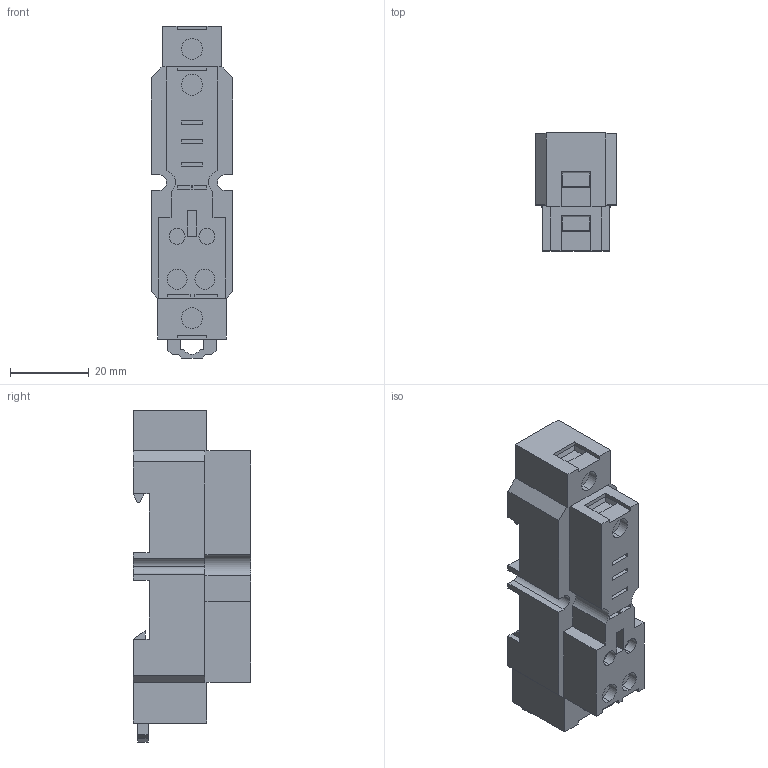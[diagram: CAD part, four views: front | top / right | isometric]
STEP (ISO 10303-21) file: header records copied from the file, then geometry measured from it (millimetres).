
FILE_DESCRIPTION(('starvars output'),'2;1');
FILE_NAME('cv20190909164806000021363.stp','16:48:06 2019/09/09',( 'Thomas Industrial Network Germany GmbH'),( 'Thomas Industrial Network Germany GmbH'),'unknown preprocess','ACIS' ,'unknown authorization');
FILE_SCHEMA(('AUTOMOTIVE_DESIGN_CC2 {UNKNOWN IMPLEMENTATION LEVEL}'));
Length unit declared in the file: millimetre
Products named in the file (1): PRODUCT_ID_6
Bounding box: 20.83 x 29.97 x 84.58 mm (x, y, z)
Volume: 34451.7 mm3; surface area: 9974.5 mm2
Topology: 1 solids, 1 shells, 173 faces, 441 edges, 284 vertices
Faces by surface type: plane 152, cylinder 21
Entity records: 6326 total; most frequent: ORIENTED_EDGE 882, CARTESIAN_POINT 839, DIRECTION 744, EDGE_CURVE 441, VECTOR 366, LINE 366, VERTEX_POINT 284, EDGE_LOOP 189
